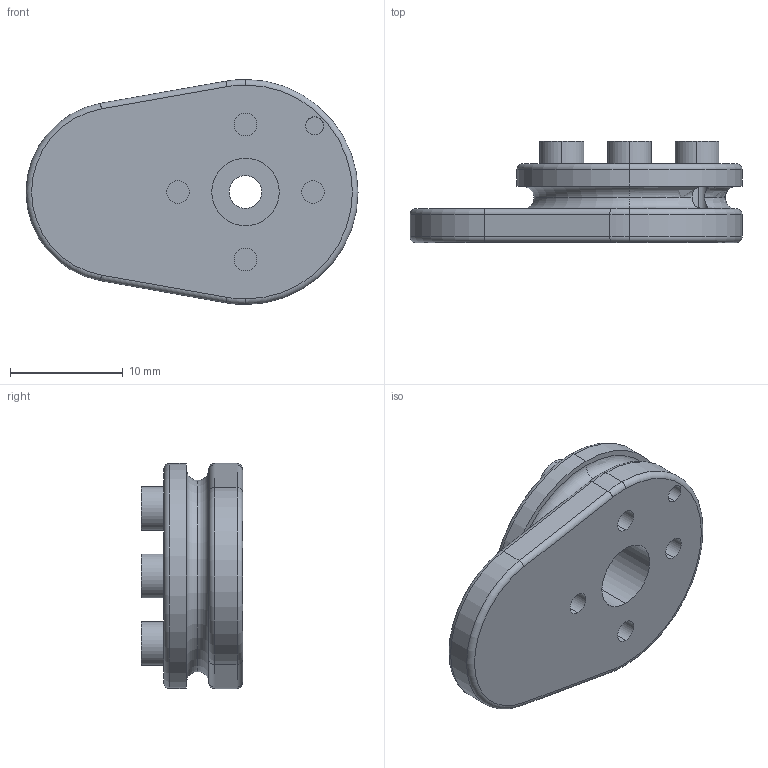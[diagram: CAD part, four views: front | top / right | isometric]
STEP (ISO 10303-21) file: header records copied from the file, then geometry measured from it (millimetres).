
FILE_DESCRIPTION (( 'STEP AP203' ), '1' );
FILE_NAME ('Finger_Cam_V0_v2_sldprt.STEP', '2023-05-15T13:59:19', ( '' ), ( '' ), 'SwSTEP 2.0', 'SolidWorks 2022', '' );
FILE_SCHEMA (( 'CONFIG_CONTROL_DESIGN' ));
Length unit declared in the file: millimetre
Products named in the file (1): Finger_Cam_V0_v2_sldprt
Bounding box: 29.5 x 9 x 20 mm (x, y, z)
Volume: 2342.5 mm3; surface area: 1854.7 mm2
Topology: 1 solids, 1 shells, 81 faces, 181 edges, 114 vertices
Faces by surface type: cylinder 32, plane 26, torus 14, bspline 9
Entity records: 3116 total; most frequent: CARTESIAN_POINT 1214, DIRECTION 395, ORIENTED_EDGE 362, EDGE_CURVE 181, AXIS2_PLACEMENT_3D 163, VERTEX_POINT 114, EDGE_LOOP 97, CIRCLE 90
